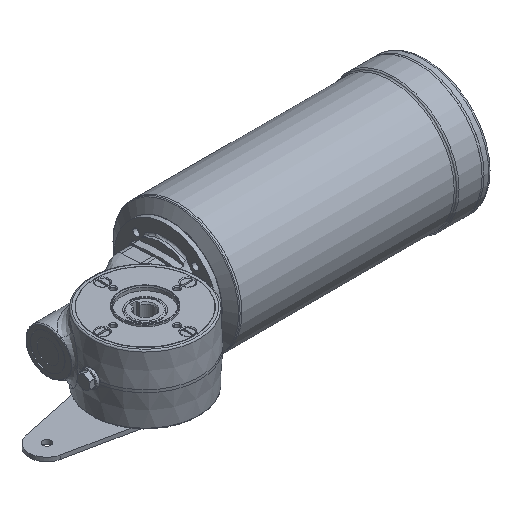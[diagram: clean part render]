
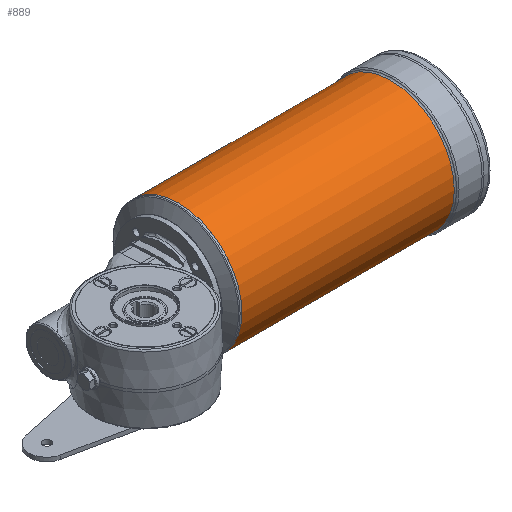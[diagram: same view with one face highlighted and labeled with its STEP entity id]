
A CAD part, isometric view. The second image highlights one B-rep face of the part: STEP entity #889.
In plain terms, the highlighted cylindrical face has radius 64.5 mm (diameter 129 mm), a full revolution.
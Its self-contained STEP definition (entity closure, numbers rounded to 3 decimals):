
#889 = ADVANCED_FACE( '', ( #2239, #2240 ), #2241, .T. );
#2239 = FACE_OUTER_BOUND( '', #4910, .T. );
#2240 = FACE_OUTER_BOUND( '', #4911, .T. );
#2241 = CYLINDRICAL_SURFACE( '', #4912, 64.5 );
#4910 = EDGE_LOOP( '', ( #10972 ) );
#4911 = EDGE_LOOP( '', ( #10973 ) );
#4912 = AXIS2_PLACEMENT_3D( '', #10974, #10975, #10976 );
#10972 = ORIENTED_EDGE( '', *, *, #14450, .T. );
#10973 = ORIENTED_EDGE( '', *, *, #14451, .T. );
#10974 = CARTESIAN_POINT( '', ( 239.168, 45., 0. ) );
#10975 = DIRECTION( '', ( -1., 0., 0. ) );
#10976 = DIRECTION( '', ( 0., 1., 0. ) );
#14450 = EDGE_CURVE( '', #16406, #16406, #16407, .F. );
#14451 = EDGE_CURVE( '', #16408, #16408, #16409, .T. );
#16406 = VERTEX_POINT( '', #19664 );
#16407 = CIRCLE( '', #19665, 64.5 );
#16408 = VERTEX_POINT( '', #19666 );
#16409 = CIRCLE( '', #19667, 64.5 );
#19664 = CARTESIAN_POINT( '', ( 295.172, 109.5, 0. ) );
#19665 = AXIS2_PLACEMENT_3D( '', #23302, #23303, #23304 );
#19666 = CARTESIAN_POINT( '', ( 79., 109.5, 0. ) );
#19667 = AXIS2_PLACEMENT_3D( '', #23305, #23306, #23307 );
#23302 = CARTESIAN_POINT( '', ( 295.172, 45., 0. ) );
#23303 = DIRECTION( '', ( 1., 0., 0. ) );
#23304 = DIRECTION( '', ( 0., 1., 0. ) );
#23305 = CARTESIAN_POINT( '', ( 79., 45., 0. ) );
#23306 = DIRECTION( '', ( 1., 0., 0. ) );
#23307 = DIRECTION( '', ( 0., 1., 0. ) );
